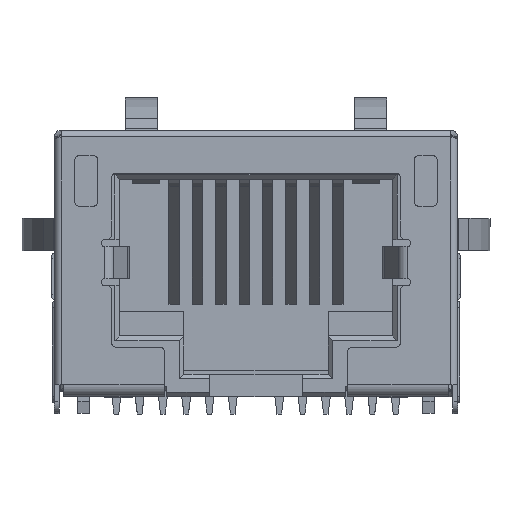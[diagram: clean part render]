
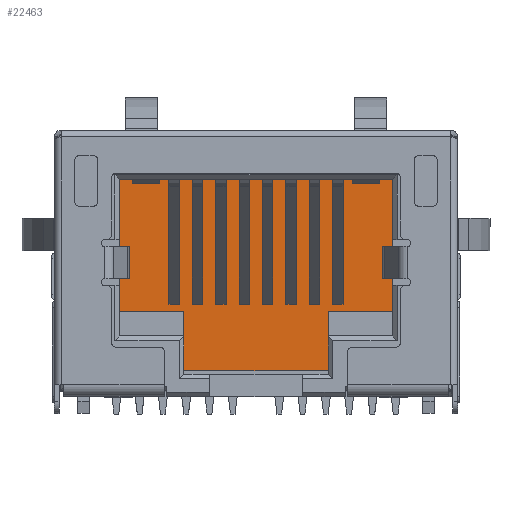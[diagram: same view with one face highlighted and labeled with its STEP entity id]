
A CAD part, top view. The second image highlights one B-rep face of the part: STEP entity #22463.
In plain terms, the highlighted planar face has unit normal (0, 0, 1).
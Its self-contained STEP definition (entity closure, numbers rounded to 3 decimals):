
#2351=DIRECTION('',(-1.,0.,0.));
#2352=VECTOR('',#2351,6.3);
#2353=CARTESIAN_POINT('',(0.192,-5.713,3.025));
#2354=LINE('',#2353,#2352);
#2387=DIRECTION('',(0.,-1.,0.));
#2388=VECTOR('',#2387,2.6);
#2389=CARTESIAN_POINT('',(0.192,-3.113,3.025));
#2390=LINE('',#2389,#2388);
#2431=DIRECTION('',(0.,1.,0.));
#2432=VECTOR('',#2431,5.73);
#2433=CARTESIAN_POINT('',(-8.913,-3.113,3.025));
#2434=LINE('',#2433,#2432);
#2435=DIRECTION('',(0.,-1.,0.));
#2436=VECTOR('',#2435,5.73);
#2437=CARTESIAN_POINT('',(2.997,2.617,3.025));
#2438=LINE('',#2437,#2436);
#8399=DIRECTION('',(-1.,0.,0.));
#8400=VECTOR('',#8399,0.295);
#8401=CARTESIAN_POINT('',(3.292,2.617,3.025));
#8402=LINE('',#8401,#8400);
#8403=DIRECTION('',(0.,1.,0.));
#8404=VECTOR('',#8403,1.5);
#8405=CARTESIAN_POINT('',(3.292,2.617,3.025));
#8406=LINE('',#8405,#8404);
#8415=DIRECTION('',(1.,0.,0.));
#8416=VECTOR('',#8415,0.05);
#8417=CARTESIAN_POINT('',(-9.208,4.117,3.025));
#8418=LINE('',#8417,#8416);
#8443=DIRECTION('',(1.,0.,0.));
#8444=VECTOR('',#8443,0.05);
#8445=CARTESIAN_POINT('',(3.242,4.117,3.025));
#8446=LINE('',#8445,#8444);
#8515=DIRECTION('',(0.,-1.,0.));
#8516=VECTOR('',#8515,1.5);
#8517=CARTESIAN_POINT('',(-9.208,4.117,3.025));
#8518=LINE('',#8517,#8516);
#8527=DIRECTION('',(-1.,0.,0.));
#8528=VECTOR('',#8527,0.295);
#8529=CARTESIAN_POINT('',(-8.913,2.617,3.025));
#8530=LINE('',#8529,#8528);
#8547=DIRECTION('',(1.,0.,0.));
#8548=VECTOR('',#8547,2.805);
#8549=CARTESIAN_POINT('',(-8.913,-3.113,3.025));
#8550=LINE('',#8549,#8548);
#8563=DIRECTION('',(0.,-1.,0.));
#8564=VECTOR('',#8563,2.6);
#8565=CARTESIAN_POINT('',(-6.108,-3.113,3.025));
#8566=LINE('',#8565,#8564);
#9505=DIRECTION('',(0.,-1.,0.));
#9506=VECTOR('',#9505,1.45);
#9507=CARTESIAN_POINT('',(3.242,4.117,3.025));
#9508=LINE('',#9507,#9506);
#9513=DIRECTION('',(1.,0.,0.));
#9514=VECTOR('',#9513,12.4);
#9515=CARTESIAN_POINT('',(-9.158,2.667,3.025));
#9516=LINE('',#9515,#9514);
#9617=DIRECTION('',(0.,-1.,0.));
#9618=VECTOR('',#9617,1.45);
#9619=CARTESIAN_POINT('',(-9.158,4.117,3.025));
#9620=LINE('',#9619,#9618);
#11871=DIRECTION('',(1.,0.,0.));
#11872=VECTOR('',#11871,2.805);
#11873=CARTESIAN_POINT('',(0.192,-3.113,3.025));
#11874=LINE('',#11873,#11872);
#14741=CARTESIAN_POINT('',(2.997,-3.113,3.025));
#14742=VERTEX_POINT('',#14741);
#14879=CARTESIAN_POINT('',(-8.913,-3.113,3.025));
#14880=VERTEX_POINT('',#14879);
#18153=CARTESIAN_POINT('',(-9.208,4.117,3.025));
#18154=CARTESIAN_POINT('',(-9.158,4.117,3.025));
#18155=VERTEX_POINT('',#18153);
#18156=VERTEX_POINT('',#18154);
#18157=CARTESIAN_POINT('',(3.242,4.117,3.025));
#18158=CARTESIAN_POINT('',(3.292,4.117,3.025));
#18159=VERTEX_POINT('',#18157);
#18160=VERTEX_POINT('',#18158);
#18161=CARTESIAN_POINT('',(3.292,2.617,3.025));
#18162=CARTESIAN_POINT('',(2.997,2.617,3.025));
#18163=VERTEX_POINT('',#18161);
#18164=VERTEX_POINT('',#18162);
#18165=CARTESIAN_POINT('',(0.192,-3.113,3.025));
#18166=CARTESIAN_POINT('',(0.192,-5.713,3.025));
#18167=VERTEX_POINT('',#18165);
#18168=VERTEX_POINT('',#18166);
#18171=CARTESIAN_POINT('',(-8.913,2.617,3.025));
#18172=CARTESIAN_POINT('',(-9.208,2.617,3.025));
#18173=VERTEX_POINT('',#18171);
#18174=VERTEX_POINT('',#18172);
#18177=CARTESIAN_POINT('',(-6.108,-3.113,3.025));
#18178=CARTESIAN_POINT('',(-6.108,-5.713,3.025));
#18179=VERTEX_POINT('',#18177);
#18180=VERTEX_POINT('',#18178);
#18481=CARTESIAN_POINT('',(-9.158,2.667,3.025));
#18482=VERTEX_POINT('',#18481);
#18483=CARTESIAN_POINT('',(3.242,2.667,3.025));
#18484=VERTEX_POINT('',#18483);
#22426=CARTESIAN_POINT('',(-2.958,-0.248,3.025));
#22427=DIRECTION('',(0.,0.,1.));
#22428=DIRECTION('',(1.,0.,0.));
#22429=AXIS2_PLACEMENT_3D('',#22426,#22427,#22428);
#22430=PLANE('',#22429);
#22432=ORIENTED_EDGE('',*,*,#22431,.F.);
#22433=ORIENTED_EDGE('',*,*,#22287,.T.);
#22434=ORIENTED_EDGE('',*,*,#22216,.T.);
#22436=ORIENTED_EDGE('',*,*,#22435,.F.);
#22438=ORIENTED_EDGE('',*,*,#22437,.F.);
#22440=ORIENTED_EDGE('',*,*,#22439,.T.);
#22442=ORIENTED_EDGE('',*,*,#22441,.T.);
#22444=ORIENTED_EDGE('',*,*,#22443,.F.);
#22446=ORIENTED_EDGE('',*,*,#22445,.T.);
#22448=ORIENTED_EDGE('',*,*,#22447,.T.);
#22450=ORIENTED_EDGE('',*,*,#22449,.T.);
#22452=ORIENTED_EDGE('',*,*,#22451,.F.);
#22454=ORIENTED_EDGE('',*,*,#22453,.T.);
#22456=ORIENTED_EDGE('',*,*,#22455,.F.);
#22458=ORIENTED_EDGE('',*,*,#22457,.T.);
#22460=ORIENTED_EDGE('',*,*,#22459,.T.);
#22461=EDGE_LOOP('',(#22432,#22433,#22434,#22436,#22438,#22440,#22442,#22444,
#22446,#22448,#22450,#22452,#22454,#22456,#22458,#22460));
#22462=FACE_OUTER_BOUND('',#22461,.F.);
#22463=ADVANCED_FACE('',(#22462),#22430,.T.);
#22216=EDGE_CURVE('',#18168,#18180,#2354,.T.);
#22287=EDGE_CURVE('',#18167,#18168,#2390,.T.);
#22431=EDGE_CURVE('',#18167,#14742,#11874,.T.);
#22435=EDGE_CURVE('',#18179,#18180,#8566,.T.);
#22437=EDGE_CURVE('',#14880,#18179,#8550,.T.);
#22439=EDGE_CURVE('',#14880,#18173,#2434,.T.);
#22441=EDGE_CURVE('',#18173,#18174,#8530,.T.);
#22443=EDGE_CURVE('',#18155,#18174,#8518,.T.);
#22445=EDGE_CURVE('',#18155,#18156,#8418,.T.);
#22447=EDGE_CURVE('',#18156,#18482,#9620,.T.);
#22449=EDGE_CURVE('',#18482,#18484,#9516,.T.);
#22451=EDGE_CURVE('',#18159,#18484,#9508,.T.);
#22453=EDGE_CURVE('',#18159,#18160,#8446,.T.);
#22455=EDGE_CURVE('',#18163,#18160,#8406,.T.);
#22457=EDGE_CURVE('',#18163,#18164,#8402,.T.);
#22459=EDGE_CURVE('',#18164,#14742,#2438,.T.);
